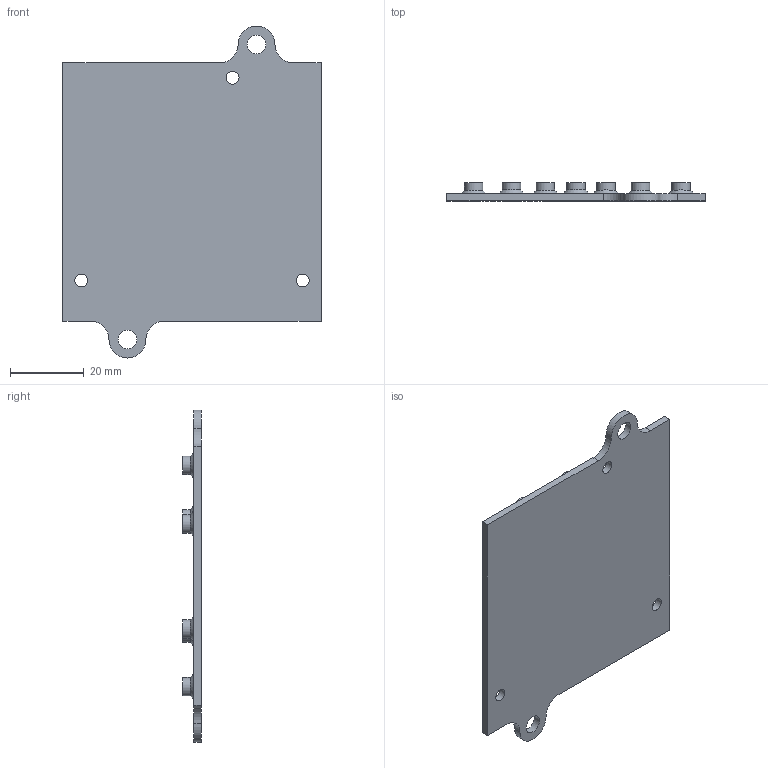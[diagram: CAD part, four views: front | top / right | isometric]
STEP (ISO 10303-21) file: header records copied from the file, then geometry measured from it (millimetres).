
FILE_DESCRIPTION(/* description */ (''),/* implementation_level */ '2;1');
FILE_NAME(/* name */ 'PCB Mount - Wemos D1 Mini V3 v2.step',/* time_stamp */ '2021-12-15T21:32:11+01:00',/* author */ (''),/* organization */ (''),/* preprocessor_version */ 'ST-DEVELOPER v18.1',/* originating_system */ 'Autodesk Translation Framework v10.10.0.1391',/* authorisation */ '');
FILE_SCHEMA (('AUTOMOTIVE_DESIGN { 1 0 10303 214 3 1 1 }'));
Length unit declared in the file: millimetre
Products named in the file (1): PCB Mount - Wemos D1 Mini V3
Bounding box: 70 x 5 x 90 mm (x, y, z)
Volume: 10647.5 mm3; surface area: 11378.9 mm2
Topology: 1 solids, 1 shells, 69 faces, 131 edges, 84 vertices
Faces by surface type: cylinder 31, plane 28, cone 10
Full cylindrical faces by diameter (mm): 2 x10, 3.5 x3, 5 x12
Entity records: 1810 total; most frequent: DIRECTION 343, CARTESIAN_POINT 285, ORIENTED_EDGE 262, AXIS2_PLACEMENT_3D 142, EDGE_CURVE 131, EDGE_LOOP 99, VERTEX_POINT 84, CIRCLE 72
